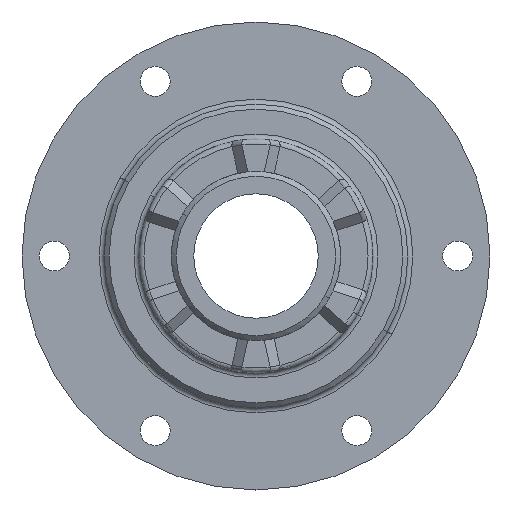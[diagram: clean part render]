
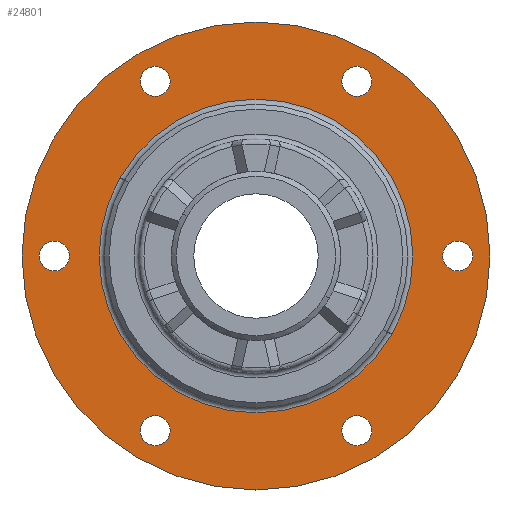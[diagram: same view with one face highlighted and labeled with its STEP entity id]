
A CAD part, left-side view. The second image highlights one B-rep face of the part: STEP entity #24801.
In plain terms, the highlighted planar face has unit normal (-1, 0, 0).
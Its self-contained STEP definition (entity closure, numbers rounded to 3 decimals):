
#23461=CARTESIAN_POINT(' ',(2.033,52.254,69.559));
#23466=DIRECTION(' ',(-1.,0.,0.));
#23471=DIRECTION(' ',(0.,-0.866,-0.5));
#23476=AXIS2_PLACEMENT_3D(' ',#23461,#23466,#23471);
#23481=CIRCLE('',#23476,31.5);
#23486=CARTESIAN_POINT(' ',(2.033,24.974,53.809));
#23487=VERTEX_POINT(' ',#23486);
#23491=CARTESIAN_POINT(' ',(2.033,79.533,85.309));
#23492=VERTEX_POINT(' ',#23491);
#23496=EDGE_CURVE(' ',#23487,#23492,#23481,.T.);
#23676=CARTESIAN_POINT(' ',(2.033,52.254,69.559));
#23681=DIRECTION(' ',(-1.,0.,0.));
#23686=DIRECTION(' ',(0.,0.866,0.5));
#23691=AXIS2_PLACEMENT_3D(' ',#23676,#23681,#23686);
#23696=CIRCLE('',#23691,31.5);
#23701=EDGE_CURVE(' ',#23492,#23487,#23696,.T.);
#24126=DIRECTION(' ',(-1.,-0.,-0.));
#24131=CARTESIAN_POINT(' ',(2.033,117.223,51.03));
#24136=DIRECTION(' ',(0.,-0.866,-0.5));
#24141=AXIS2_PLACEMENT_3D(' ',#24131,#24126,#24136);
#24146=PLANE('',#24141);
#24151=CARTESIAN_POINT(' ',(2.033,52.254,69.559));
#24156=DIRECTION(' ',(-1.,0.,0.));
#24161=DIRECTION(' ',(0.,0.866,0.5));
#24166=AXIS2_PLACEMENT_3D(' ',#24151,#24156,#24161);
#24171=CIRCLE('',#24166,47.);
#24176=CARTESIAN_POINT(' ',(2.033,92.957,93.059));
#24177=VERTEX_POINT(' ',#24176);
#24181=CARTESIAN_POINT(' ',(2.033,11.55,46.059));
#24182=VERTEX_POINT(' ',#24181);
#24186=EDGE_CURVE(' ',#24177,#24182,#24171,.T.);
#24191=ORIENTED_EDGE(' ',*,*,#24186,.T.);
#24196=CARTESIAN_POINT(' ',(2.033,52.254,69.559));
#24201=DIRECTION(' ',(-1.,0.,-0.));
#24206=DIRECTION(' ',(0.,-0.866,-0.5));
#24211=AXIS2_PLACEMENT_3D(' ',#24196,#24201,#24206);
#24216=CIRCLE('',#24211,47.);
#24221=EDGE_CURVE(' ',#24182,#24177,#24216,.T.);
#24226=ORIENTED_EDGE(' ',*,*,#24221,.T.);
#24231=EDGE_LOOP(' ',(#24191,#24226));
#24236=FACE_OUTER_BOUND(' ',#24231,.T.);
#24241=ORIENTED_EDGE(' ',*,*,#23701,.F.);
#24246=ORIENTED_EDGE(' ',*,*,#23496,.F.);
#24251=EDGE_LOOP(' ',(#24241,#24246));
#24256=FACE_BOUND(' ',#24251,.T.);
#24261=CARTESIAN_POINT(' ',(2.033,32.004,104.633));
#24266=DIRECTION(' ',(1.,0.,-0.));
#24271=DIRECTION(' ',(0.,-0.866,-0.5));
#24276=AXIS2_PLACEMENT_3D(' ',#24261,#24266,#24271);
#24281=CIRCLE('',#24276,3.);
#24286=CARTESIAN_POINT(' ',(2.033,29.406,103.133));
#24287=VERTEX_POINT(' ',#24286);
#24291=CARTESIAN_POINT(' ',(2.033,34.602,106.133));
#24292=VERTEX_POINT(' ',#24291);
#24296=EDGE_CURVE(' ',#24287,#24292,#24281,.T.);
#24301=ORIENTED_EDGE(' ',*,*,#24296,.T.);
#24306=CARTESIAN_POINT(' ',(2.033,32.004,104.633));
#24311=DIRECTION(' ',(1.,0.,0.));
#24316=DIRECTION(' ',(0.,0.866,0.5));
#24321=AXIS2_PLACEMENT_3D(' ',#24306,#24311,#24316);
#24326=CIRCLE('',#24321,3.);
#24331=EDGE_CURVE(' ',#24292,#24287,#24326,.T.);
#24336=ORIENTED_EDGE(' ',*,*,#24331,.T.);
#24341=EDGE_LOOP(' ',(#24301,#24336));
#24346=FACE_BOUND(' ',#24341,.T.);
#24351=CARTESIAN_POINT(' ',(2.033,11.754,69.559));
#24356=DIRECTION(' ',(1.,0.,-0.));
#24361=DIRECTION(' ',(0.,-0.866,-0.5));
#24366=AXIS2_PLACEMENT_3D(' ',#24351,#24356,#24361);
#24371=CIRCLE('',#24366,3.);
#24376=CARTESIAN_POINT(' ',(2.033,9.156,68.059));
#24377=VERTEX_POINT(' ',#24376);
#24381=CARTESIAN_POINT(' ',(2.033,14.352,71.059));
#24382=VERTEX_POINT(' ',#24381);
#24386=EDGE_CURVE(' ',#24377,#24382,#24371,.T.);
#24391=ORIENTED_EDGE(' ',*,*,#24386,.T.);
#24396=CARTESIAN_POINT(' ',(2.033,11.754,69.559));
#24401=DIRECTION(' ',(1.,0.,0.));
#24406=DIRECTION(' ',(0.,0.866,0.5));
#24411=AXIS2_PLACEMENT_3D(' ',#24396,#24401,#24406);
#24416=CIRCLE('',#24411,3.);
#24421=EDGE_CURVE(' ',#24382,#24377,#24416,.T.);
#24426=ORIENTED_EDGE(' ',*,*,#24421,.T.);
#24431=EDGE_LOOP(' ',(#24391,#24426));
#24436=FACE_BOUND(' ',#24431,.T.);
#24441=CARTESIAN_POINT(' ',(2.033,32.004,34.485));
#24446=DIRECTION(' ',(1.,0.,-0.));
#24451=DIRECTION(' ',(0.,-0.866,-0.5));
#24456=AXIS2_PLACEMENT_3D(' ',#24441,#24446,#24451);
#24461=CIRCLE('',#24456,3.);
#24466=CARTESIAN_POINT(' ',(2.033,29.406,32.985));
#24467=VERTEX_POINT(' ',#24466);
#24471=CARTESIAN_POINT(' ',(2.033,34.602,35.985));
#24472=VERTEX_POINT(' ',#24471);
#24476=EDGE_CURVE(' ',#24467,#24472,#24461,.T.);
#24481=ORIENTED_EDGE(' ',*,*,#24476,.T.);
#24486=CARTESIAN_POINT(' ',(2.033,32.004,34.485));
#24491=DIRECTION(' ',(1.,0.,0.));
#24496=DIRECTION(' ',(0.,0.866,0.5));
#24501=AXIS2_PLACEMENT_3D(' ',#24486,#24491,#24496);
#24506=CIRCLE('',#24501,3.);
#24511=EDGE_CURVE(' ',#24472,#24467,#24506,.T.);
#24516=ORIENTED_EDGE(' ',*,*,#24511,.T.);
#24521=EDGE_LOOP(' ',(#24481,#24516));
#24526=FACE_BOUND(' ',#24521,.T.);
#24531=CARTESIAN_POINT(' ',(2.033,92.754,69.559));
#24536=DIRECTION(' ',(1.,0.,-0.));
#24541=DIRECTION(' ',(0.,-0.866,-0.5));
#24546=AXIS2_PLACEMENT_3D(' ',#24531,#24536,#24541);
#24551=CIRCLE('',#24546,3.);
#24556=CARTESIAN_POINT(' ',(2.033,90.156,68.059));
#24557=VERTEX_POINT(' ',#24556);
#24561=CARTESIAN_POINT(' ',(2.033,95.352,71.059));
#24562=VERTEX_POINT(' ',#24561);
#24566=EDGE_CURVE(' ',#24557,#24562,#24551,.T.);
#24571=ORIENTED_EDGE(' ',*,*,#24566,.T.);
#24576=CARTESIAN_POINT(' ',(2.033,92.754,69.559));
#24581=DIRECTION(' ',(1.,0.,0.));
#24586=DIRECTION(' ',(0.,0.866,0.5));
#24591=AXIS2_PLACEMENT_3D(' ',#24576,#24581,#24586);
#24596=CIRCLE('',#24591,3.);
#24601=EDGE_CURVE(' ',#24562,#24557,#24596,.T.);
#24606=ORIENTED_EDGE(' ',*,*,#24601,.T.);
#24611=EDGE_LOOP(' ',(#24571,#24606));
#24616=FACE_BOUND(' ',#24611,.T.);
#24621=CARTESIAN_POINT(' ',(2.033,72.504,34.485));
#24626=DIRECTION(' ',(1.,0.,0.));
#24631=DIRECTION(' ',(0.,-0.866,-0.5));
#24636=AXIS2_PLACEMENT_3D(' ',#24621,#24626,#24631);
#24641=CIRCLE('',#24636,3.);
#24646=CARTESIAN_POINT(' ',(2.033,69.906,32.985));
#24647=VERTEX_POINT(' ',#24646);
#24651=CARTESIAN_POINT(' ',(2.033,75.102,35.985));
#24652=VERTEX_POINT(' ',#24651);
#24656=EDGE_CURVE(' ',#24647,#24652,#24641,.T.);
#24661=ORIENTED_EDGE(' ',*,*,#24656,.T.);
#24666=CARTESIAN_POINT(' ',(2.033,72.504,34.485));
#24671=DIRECTION(' ',(1.,0.,0.));
#24676=DIRECTION(' ',(0.,0.866,0.5));
#24681=AXIS2_PLACEMENT_3D(' ',#24666,#24671,#24676);
#24686=CIRCLE('',#24681,3.);
#24691=EDGE_CURVE(' ',#24652,#24647,#24686,.T.);
#24696=ORIENTED_EDGE(' ',*,*,#24691,.T.);
#24701=EDGE_LOOP(' ',(#24661,#24696));
#24706=FACE_BOUND(' ',#24701,.T.);
#24711=CARTESIAN_POINT(' ',(2.033,72.504,104.633));
#24716=DIRECTION(' ',(1.,0.,-0.));
#24721=DIRECTION(' ',(0.,-0.866,-0.5));
#24726=AXIS2_PLACEMENT_3D(' ',#24711,#24716,#24721);
#24731=CIRCLE('',#24726,3.);
#24736=CARTESIAN_POINT(' ',(2.033,69.906,103.133));
#24737=VERTEX_POINT(' ',#24736);
#24741=CARTESIAN_POINT(' ',(2.033,75.102,106.133));
#24742=VERTEX_POINT(' ',#24741);
#24746=EDGE_CURVE(' ',#24737,#24742,#24731,.T.);
#24751=ORIENTED_EDGE(' ',*,*,#24746,.T.);
#24756=CARTESIAN_POINT(' ',(2.033,72.504,104.633));
#24761=DIRECTION(' ',(1.,0.,0.));
#24766=DIRECTION(' ',(0.,0.866,0.5));
#24771=AXIS2_PLACEMENT_3D(' ',#24756,#24761,#24766);
#24776=CIRCLE('',#24771,3.);
#24781=EDGE_CURVE(' ',#24742,#24737,#24776,.T.);
#24786=ORIENTED_EDGE(' ',*,*,#24781,.T.);
#24791=EDGE_LOOP(' ',(#24751,#24786));
#24796=FACE_BOUND(' ',#24791,.T.);
#24801=ADVANCED_FACE('NONE.103',(#24236,#24256,#24346,#24436,#24526,#24616,#24706,#24796),#24146,.T.);
